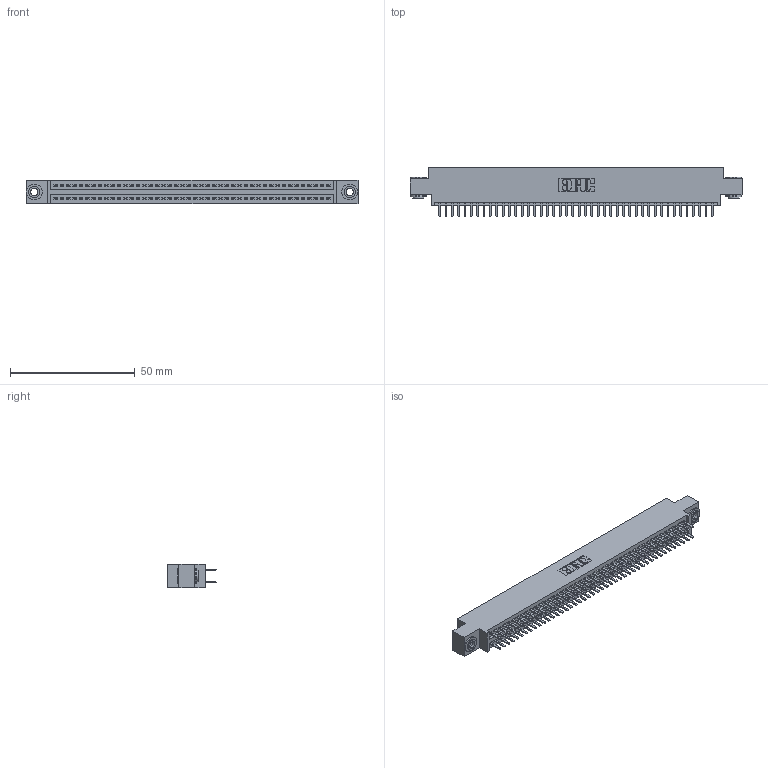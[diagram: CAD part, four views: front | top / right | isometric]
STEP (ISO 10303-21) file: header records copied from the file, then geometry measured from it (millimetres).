
FILE_DESCRIPTION (( 'STEP AP203' ), '1' );
FILE_NAME ('395-088-520-803.STEP', '2019-10-25T13:15:45', ( '' ), ( '' ), 'SwSTEP 2.0', 'SolidWorks 2016', '' );
FILE_SCHEMA (( 'CONFIG_CONTROL_DESIGN' ));
Length unit declared in the file: inch
Products named in the file (4): 345-292-001_345-293-120; 345-250-002_345-250-002-102; 395-088-520-803; 345 Part_0.170 Offset - 0.156 Dia-TH
Assembly tree (91 placements, depth 2):
  395-088-520-803
    345 Part_0.170 Offset - 0.156 Dia-TH
    345-292-001_345-293-120  x88
    345-250-002_345-250-002-102  x2
Bounding box: 132.97 x 19.68 x 9.4 mm (x, y, z)
Volume: 12802.6 mm3; surface area: 19229.3 mm2
Topology: 91 solids, 91 shells, 4920 faces, 14245 edges, 9258 vertices
Faces by surface type: plane 3174, cylinder 1738, cone 8
Entity records: 35150 total; most frequent: CARTESIAN_POINT 5879, ORIENTED_EDGE 5794, DIRECTION 5199, EDGE_CURVE 2897, VECTOR 2561, LINE 2561, VERTEX_POINT 1926, AXIS2_PLACEMENT_3D 1319
